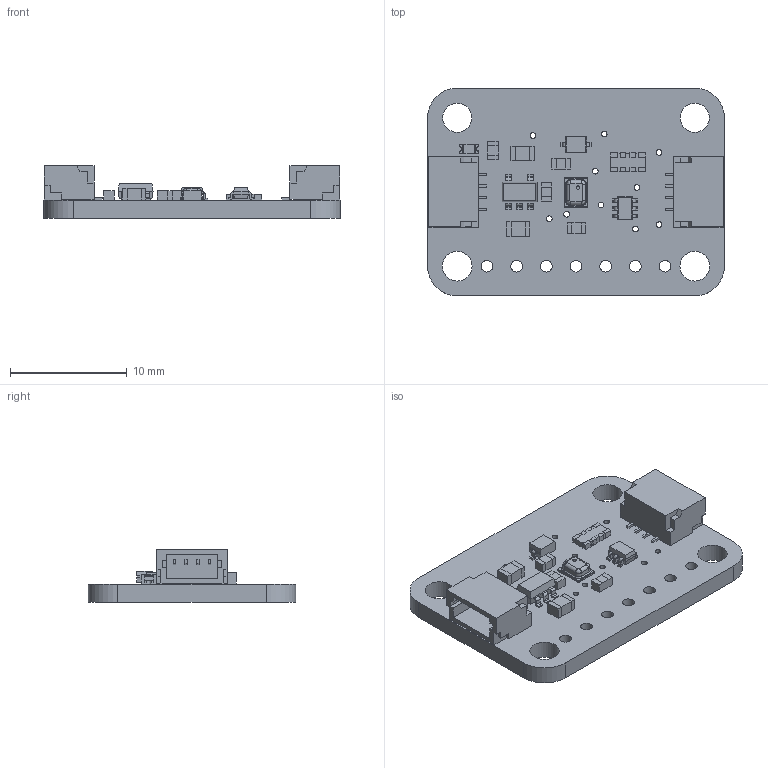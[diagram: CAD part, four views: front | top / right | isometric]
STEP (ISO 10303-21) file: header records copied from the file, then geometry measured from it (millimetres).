
FILE_DESCRIPTION(/* description */ ('','CAx-IF Rec.Pracs.---Representation and Presentation of Product Manufacturing Information (PMI)---4.0---2014-10-13'),/* implementation_level */ '2;1');
FILE_NAME(/* name */ '2652 BMP280 STEMMA QT.step',/* time_stamp */ '2025-03-05T01:39:02-05:00',/* author */ (''),/* organization */ (''),/* preprocessor_version */ 'ST-DEVELOPER v20',/* originating_system */ 'Autodesk Translation Framework v13.20.0.188',/* authorisation */ '');
FILE_SCHEMA (('AP242_MANAGED_MODEL_BASED_3D_ENGINEERING_MIM_LF { 1 0 10303 442 1 1 4 }'));
Length unit declared in the file: millimetre
Products named in the file (12): Adafruit BMP280 STEMMA QT; PCB Component; Board; AP2112K-3.3; 10K_1; BSS138; GREEN; 1N4148; BMX280_COMBO; 10uF; 10K; STEMMA_I2C_QT
Assembly tree (16 placements, depth 3):
  Adafruit BMP280 STEMMA QT
    PCB Component
      Board
      10uF  x2
      AP2112K-3.3
      10K  x4
      10K_1
      BSS138
      STEMMA_I2C_QT  x2
      GREEN
      1N4148
      BMX280_COMBO
Bounding box: 25.4 x 17.78 x 4.53 mm (x, y, z)
Volume: 769.9 mm3; surface area: 1568.9 mm2
Topology: 19 solids, 19 shells, 740 faces, 1952 edges, 1274 vertices
Faces by surface type: plane 612, cylinder 112, bspline 12, torus 4
Full cylindrical faces by diameter (mm): 0.2 x1, 0.3 x1, 0.483 x15, 1 x7, 2.5 x2, 2.54 x2
Entity records: 19259 total; most frequent: CARTESIAN_POINT 3335, ORIENTED_EDGE 3128, DIRECTION 3030, EDGE_CURVE 1564, LINE 1320, VECTOR 1320, VERTEX_POINT 1016, AXIS2_PLACEMENT_3D 855
